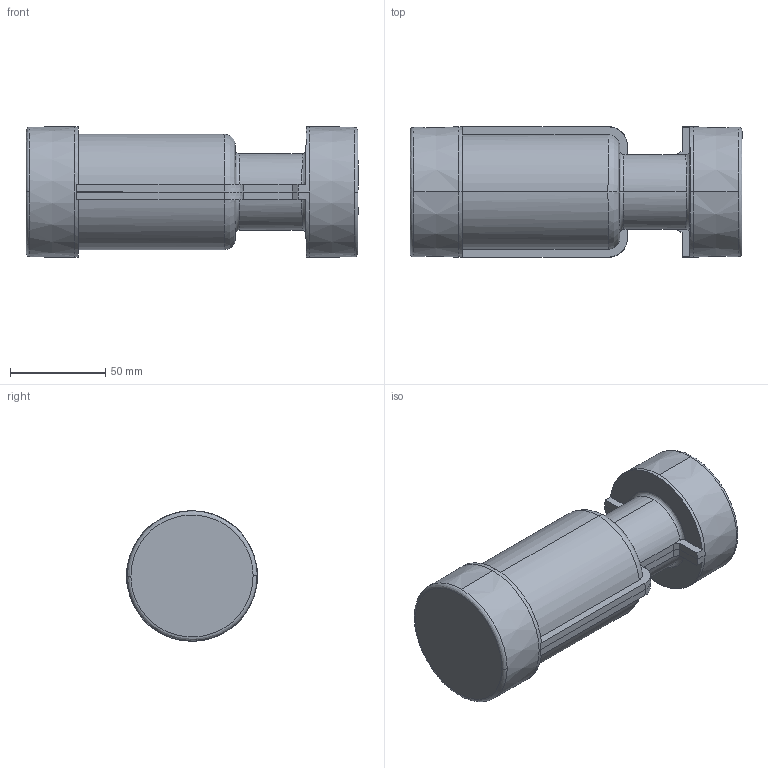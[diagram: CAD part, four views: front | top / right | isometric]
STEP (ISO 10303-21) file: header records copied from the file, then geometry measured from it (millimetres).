
FILE_DESCRIPTION (( 'STEP AP214' ), '1' );
FILE_NAME ('new enclosure_updated-1.STEP', '2021-03-20T18:16:19', ( '' ), ( '' ), 'SwSTEP 2.0', 'SolidWorks 2019', '' );
FILE_SCHEMA (( 'AUTOMOTIVE_DESIGN' ));
Length unit declared in the file: millimetre
Products named in the file (4): HEZI1-1; HEZI1-2; GAI; new enclosure_updated-1
Assembly tree (4 placements, depth 2):
  new enclosure_updated-1
    HEZI1-1
    HEZI1-2
    GAI  x2
Bounding box: 174.2 x 68.5 x 68.5 mm (x, y, z)
Volume: 129797.5 mm3; surface area: 117207 mm2
Topology: 4 solids, 4 shells, 494 faces, 1386 edges, 906 vertices
Faces by surface type: plane 172, bspline 126, cylinder 121, cone 75
Entity records: 53516 total; most frequent: CARTESIAN_POINT 39980, ORIENTED_EDGE 2610, DIRECTION 1766, EDGE_CURVE 1305, VERTEX_POINT 852, LINE 614, VECTOR 614, AXIS2_PLACEMENT_3D 576
